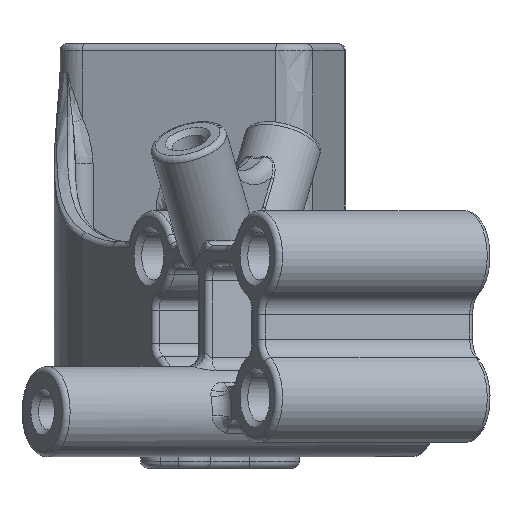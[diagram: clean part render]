
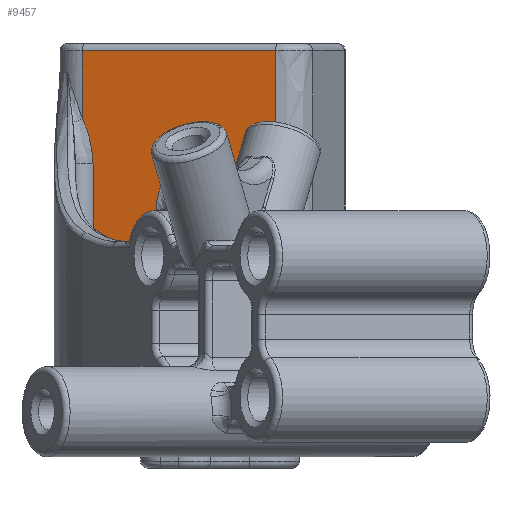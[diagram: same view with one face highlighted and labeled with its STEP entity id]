
A CAD part, front view. The second image highlights one B-rep face of the part: STEP entity #9457.
In plain terms, the highlighted planar face has unit normal (-0.259, -0.966, 0).
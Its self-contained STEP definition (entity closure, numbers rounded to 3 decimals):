
#542=B_SPLINE_CURVE_WITH_KNOTS('',3,(#17488,#17489,#17490,#17491,#17492,
#17493,#17494,#17495,#17496,#17497,#17498,#17499),.UNSPECIFIED.,.F.,.F.,
(4,1,1,1,1,1,1,2,4),(-0.477,-0.382,-0.334,
-0.286,-0.238,-0.191,-0.095,
0.,0.001),.UNSPECIFIED.);
#546=B_SPLINE_CURVE_WITH_KNOTS('',3,(#17621,#17622,#17623,#17624,#17625,
#17626,#17627,#17628),.UNSPECIFIED.,.F.,.F.,(4,2,1,1,4),(-0.399,
-0.398,-0.159,-0.08,0.),
 .UNSPECIFIED.);
#551=B_SPLINE_CURVE_WITH_KNOTS('',3,(#17761,#17762,#17763,#17764,#17765),
 .UNSPECIFIED.,.F.,.F.,(4,1,4),(0.,0.141,0.33),
 .UNSPECIFIED.);
#936=PLANE('',#10422);
#1299=FACE_OUTER_BOUND('',#1958,.T.);
#1958=EDGE_LOOP('',(#7667,#7668,#7669,#7670,#7671,#7672,#7673,#7674,#7675,
#7676,#7677,#7678));
#3139=LINE('',#15226,#3551);
#3144=LINE('',#15516,#3556);
#3181=LINE('',#16452,#3593);
#3214=LINE('',#16764,#3626);
#3229=LINE('',#17514,#3641);
#3231=LINE('',#17571,#3643);
#3233=LINE('',#17767,#3645);
#3276=LINE('',#19714,#3688);
#3278=LINE('',#19720,#3690);
#3551=VECTOR('',#11569,10.);
#3556=VECTOR('',#11584,10.);
#3593=VECTOR('',#11841,10.);
#3626=VECTOR('',#12044,10.);
#3641=VECTOR('',#12171,10.);
#3643=VECTOR('',#12179,10.);
#3645=VECTOR('',#12191,10.);
#3688=VECTOR('',#12540,10.);
#3690=VECTOR('',#12550,10.);
#4034=VERTEX_POINT('',#15216);
#4036=VERTEX_POINT('',#15222);
#4047=VERTEX_POINT('',#15507);
#4155=VERTEX_POINT('',#16436);
#4157=VERTEX_POINT('',#16448);
#4223=VERTEX_POINT('',#16758);
#4225=VERTEX_POINT('',#16762);
#4264=VERTEX_POINT('',#17486);
#4265=VERTEX_POINT('',#17487);
#4268=VERTEX_POINT('',#17569);
#4269=VERTEX_POINT('',#17612);
#4273=VERTEX_POINT('',#17759);
#4949=EDGE_CURVE('',#4034,#4036,#3139,.T.);
#4964=EDGE_CURVE('',#4034,#4047,#3144,.T.);
#5124=EDGE_CURVE('',#4155,#4157,#3181,.T.);
#5226=EDGE_CURVE('',#4225,#4223,#3214,.T.);
#5297=EDGE_CURVE('',#4264,#4265,#542,.T.);
#5300=EDGE_CURVE('',#4157,#4264,#3229,.T.);
#5305=EDGE_CURVE('',#4268,#4225,#3231,.T.);
#5307=EDGE_CURVE('',#4269,#4268,#546,.T.);
#5316=EDGE_CURVE('',#4273,#4047,#551,.T.);
#5317=EDGE_CURVE('',#4223,#4273,#3233,.T.);
#5525=EDGE_CURVE('',#4265,#4269,#3276,.T.);
#5527=EDGE_CURVE('',#4036,#4155,#3278,.T.);
#7667=ORIENTED_EDGE('',*,*,#4949,.F.);
#7668=ORIENTED_EDGE('',*,*,#4964,.T.);
#7669=ORIENTED_EDGE('',*,*,#5316,.F.);
#7670=ORIENTED_EDGE('',*,*,#5317,.F.);
#7671=ORIENTED_EDGE('',*,*,#5226,.F.);
#7672=ORIENTED_EDGE('',*,*,#5305,.F.);
#7673=ORIENTED_EDGE('',*,*,#5307,.F.);
#7674=ORIENTED_EDGE('',*,*,#5525,.F.);
#7675=ORIENTED_EDGE('',*,*,#5297,.F.);
#7676=ORIENTED_EDGE('',*,*,#5300,.F.);
#7677=ORIENTED_EDGE('',*,*,#5124,.F.);
#7678=ORIENTED_EDGE('',*,*,#5527,.F.);
#9457=ADVANCED_FACE('',(#1299),#936,.F.);
#10422=AXIS2_PLACEMENT_3D('',#19719,#12548,#12549);
#11569=DIRECTION('',(0.966,-0.259,0.));
#11584=DIRECTION('',(0.,0.,-1.));
#11841=DIRECTION('',(-0.966,0.259,0.));
#12044=DIRECTION('',(-0.966,0.259,0.));
#12171=DIRECTION('',(0.,0.,1.));
#12179=DIRECTION('',(0.,0.,-1.));
#12191=DIRECTION('',(0.,0.,1.));
#12540=DIRECTION('',(-0.966,0.259,0.));
#12548=DIRECTION('center_axis',(0.259,0.966,0.));
#12549=DIRECTION('ref_axis',(0.966,-0.259,0.));
#12550=DIRECTION('',(0.,0.,-1.));
#15216=CARTESIAN_POINT('',(-23.838,40.705,5.));
#15222=CARTESIAN_POINT('',(-10.19,37.048,5.));
#15226=CARTESIAN_POINT('',(-20.414,39.787,5.));
#15507=CARTESIAN_POINT('',(-23.838,40.705,0.217));
#15516=CARTESIAN_POINT('',(-23.838,40.705,5.5));
#16436=CARTESIAN_POINT('',(-10.19,37.048,-12.75));
#16448=CARTESIAN_POINT('',(-15.169,38.382,-12.75));
#16452=CARTESIAN_POINT('',(-17.38,38.974,-12.75));
#16758=CARTESIAN_POINT('',(-23.092,40.505,-12.75));
#16762=CARTESIAN_POINT('',(-18.632,39.31,-12.75));
#16764=CARTESIAN_POINT('',(-20.602,39.838,-12.75));
#17486=CARTESIAN_POINT('',(-15.169,38.382,-6.986));
#17487=CARTESIAN_POINT('',(-16.659,38.781,-2.5));
#17488=CARTESIAN_POINT('Ctrl Pts',(-15.169,38.382,-6.986));
#17489=CARTESIAN_POINT('Ctrl Pts',(-15.169,38.382,-6.668));
#17490=CARTESIAN_POINT('Ctrl Pts',(-15.236,38.4,-6.192));
#17491=CARTESIAN_POINT('Ctrl Pts',(-15.386,38.44,-5.573));
#17492=CARTESIAN_POINT('Ctrl Pts',(-15.522,38.476,-5.117));
#17493=CARTESIAN_POINT('Ctrl Pts',(-15.678,38.518,-4.668));
#17494=CARTESIAN_POINT('Ctrl Pts',(-15.907,38.58,-4.078));
#17495=CARTESIAN_POINT('Ctrl Pts',(-16.228,38.666,-3.355));
#17496=CARTESIAN_POINT('Ctrl Pts',(-16.511,38.741,-2.789));
#17497=CARTESIAN_POINT('Ctrl Pts',(-16.656,38.78,-2.506));
#17498=CARTESIAN_POINT('Ctrl Pts',(-16.658,38.781,-2.503));
#17499=CARTESIAN_POINT('Ctrl Pts',(-16.659,38.781,-2.5));
#17514=CARTESIAN_POINT('',(-15.169,38.382,-14.5));
#17569=CARTESIAN_POINT('',(-18.632,39.31,-6.219));
#17571=CARTESIAN_POINT('',(-18.632,39.31,-14.5));
#17612=CARTESIAN_POINT('',(-17.337,38.963,-2.5));
#17621=CARTESIAN_POINT('Ctrl Pts',(-17.337,38.963,-2.5));
#17622=CARTESIAN_POINT('Ctrl Pts',(-17.339,38.963,-2.503));
#17623=CARTESIAN_POINT('Ctrl Pts',(-17.34,38.964,-2.505));
#17624=CARTESIAN_POINT('Ctrl Pts',(-17.7,39.06,-3.212));
#17625=CARTESIAN_POINT('Ctrl Pts',(-18.207,39.196,-4.141));
#17626=CARTESIAN_POINT('Ctrl Pts',(-18.574,39.294,-5.42));
#17627=CARTESIAN_POINT('Ctrl Pts',(-18.632,39.31,-5.954));
#17628=CARTESIAN_POINT('Ctrl Pts',(-18.632,39.31,-6.219));
#17759=CARTESIAN_POINT('',(-23.092,40.505,-2.963));
#17761=CARTESIAN_POINT('Ctrl Pts',(-23.092,40.505,-2.963));
#17762=CARTESIAN_POINT('Ctrl Pts',(-23.092,40.505,-2.492));
#17763=CARTESIAN_POINT('Ctrl Pts',(-23.243,40.545,-1.399));
#17764=CARTESIAN_POINT('Ctrl Pts',(-23.578,40.635,-0.35));
#17765=CARTESIAN_POINT('Ctrl Pts',(-23.838,40.705,0.217));
#17767=CARTESIAN_POINT('',(-23.092,40.505,-14.5));
#19714=CARTESIAN_POINT('',(-18.966,39.399,-2.5));
#19719=CARTESIAN_POINT('Origin',(-23.838,40.705,5.5));
#19720=CARTESIAN_POINT('',(-10.19,37.048,5.5));
